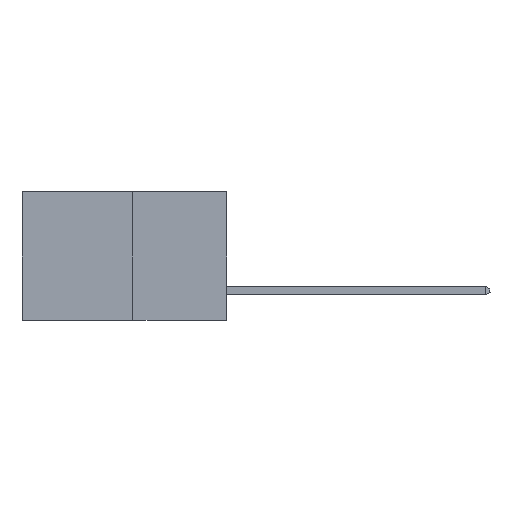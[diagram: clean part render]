
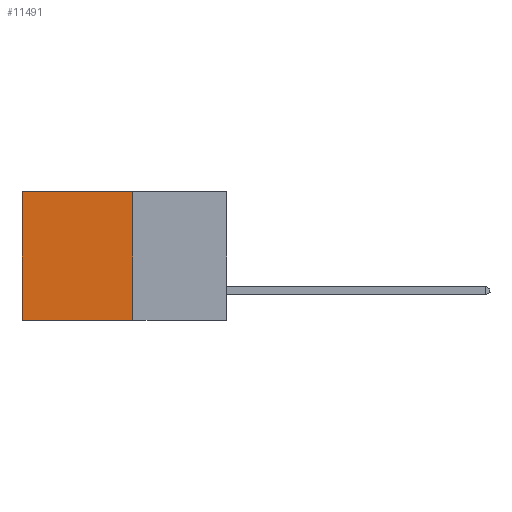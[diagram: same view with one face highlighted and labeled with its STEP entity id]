
A CAD part, left-side view. The second image highlights one B-rep face of the part: STEP entity #11491.
In plain terms, the highlighted planar face has unit normal (-1, 0, 0).
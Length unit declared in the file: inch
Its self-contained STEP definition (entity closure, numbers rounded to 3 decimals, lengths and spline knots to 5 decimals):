
#814 = CARTESIAN_POINT ( 'NONE',  ( 0.277, 0.27, -0.37 ) ) ;
#1848 = CARTESIAN_POINT ( 'NONE',  ( 0.277, 0.59, -0.37 ) ) ;
#1867 = EDGE_CURVE ( 'NONE', #8582, #11362, #6576, .T. ) ;
#2190 = DIRECTION ( 'NONE',  ( 0., 0., -1. ) ) ;
#2223 = VERTEX_POINT ( 'NONE', #13690 ) ;
#2568 = CARTESIAN_POINT ( 'NONE',  ( 0.277, 0.27, 0. ) ) ;
#2762 = EDGE_CURVE ( 'NONE', #6243, #8582, #10973, .T. ) ;
#2781 = ORIENTED_EDGE ( 'NONE', *, *, #2762, .F. ) ;
#3203 = DIRECTION ( 'NONE',  ( 1., 0., 0. ) ) ;
#4434 = ORIENTED_EDGE ( 'NONE', *, *, #9665, .T. ) ;
#5190 = ORIENTED_EDGE ( 'NONE', *, *, #1867, .F. ) ;
#5459 = VECTOR ( 'NONE', #13264, 39.37008 ) ;
#6243 = VERTEX_POINT ( 'NONE', #2568 ) ;
#6250 = VECTOR ( 'NONE', #8837, 39.37008 ) ;
#6426 = EDGE_CURVE ( 'NONE', #6243, #2223, #11038, .T. ) ;
#6576 = LINE ( 'NONE', #9122, #6250 ) ;
#7348 = CARTESIAN_POINT ( 'NONE',  ( 0.277, 0.27, 0. ) ) ;
#7805 = LINE ( 'NONE', #8851, #13238 ) ;
#8582 = VERTEX_POINT ( 'NONE', #8584 ) ;
#8584 = CARTESIAN_POINT ( 'NONE',  ( 0.277, 0.27, -0.37 ) ) ;
#8660 = ORIENTED_EDGE ( 'NONE', *, *, #6426, .T. ) ;
#8837 = DIRECTION ( 'NONE',  ( 0., 1., 0. ) ) ;
#8851 = CARTESIAN_POINT ( 'NONE',  ( 0.277, 0.59, -0.37 ) ) ;
#8890 = FACE_OUTER_BOUND ( 'NONE', #9455, .T. ) ;
#9122 = CARTESIAN_POINT ( 'NONE',  ( 0.277, 0.27, -0.37 ) ) ;
#9455 = EDGE_LOOP ( 'NONE', ( #4434, #5190, #2781, #8660 ) ) ;
#9665 = EDGE_CURVE ( 'NONE', #2223, #11362, #7805, .T. ) ;
#9708 = PLANE ( 'NONE',  #10981 ) ;
#10725 = DIRECTION ( 'NONE',  ( 0., 0., -1. ) ) ;
#10973 = LINE ( 'NONE', #13288, #5459 ) ;
#10981 = AXIS2_PLACEMENT_3D ( 'NONE', #814, #3203, #10725 ) ;
#11038 = LINE ( 'NONE', #7348, #11340 ) ;
#11340 = VECTOR ( 'NONE', #13457, 39.37008 ) ;
#11362 = VERTEX_POINT ( 'NONE', #1848 ) ;
#11491 = ADVANCED_FACE ( 'NONE', ( #8890 ), #9708, .F. ) ;
#13238 = VECTOR ( 'NONE', #2190, 39.37008 ) ;
#13264 = DIRECTION ( 'NONE',  ( 0., 0., -1. ) ) ;
#13288 = CARTESIAN_POINT ( 'NONE',  ( 0.277, 0.27, -0.37 ) ) ;
#13457 = DIRECTION ( 'NONE',  ( 0., 1., 0. ) ) ;
#13690 = CARTESIAN_POINT ( 'NONE',  ( 0.277, 0.59, 0. ) ) ;
